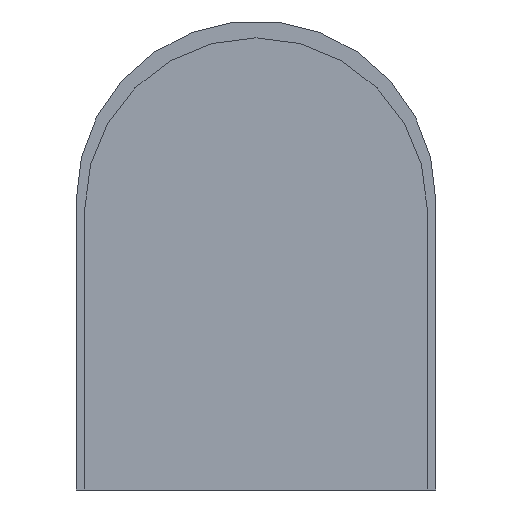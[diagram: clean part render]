
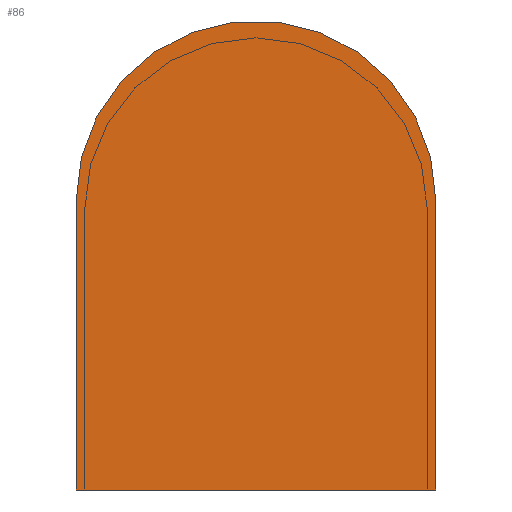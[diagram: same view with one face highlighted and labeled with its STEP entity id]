
A CAD part, front view. The second image highlights one B-rep face of the part: STEP entity #86.
In plain terms, the highlighted planar face has unit normal (0, -1, 0).
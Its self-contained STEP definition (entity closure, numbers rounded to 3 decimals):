
#86 = ADVANCED_FACE( '', ( #150 ), #151, .T. );
#150 = FACE_OUTER_BOUND( '', #200, .T. );
#151 = PLANE( '', #201 );
#200 = EDGE_LOOP( '', ( #258, #259, #260, #261 ) );
#201 = AXIS2_PLACEMENT_3D( '', #262, #263, #264 );
#258 = ORIENTED_EDGE( '', *, *, #338, .T. );
#259 = ORIENTED_EDGE( '', *, *, #325, .T. );
#260 = ORIENTED_EDGE( '', *, *, #330, .T. );
#261 = ORIENTED_EDGE( '', *, *, #334, .T. );
#262 = CARTESIAN_POINT( '', ( 0., -500.1, 2.535 ) );
#263 = DIRECTION( '', ( 0., -1., 0. ) );
#264 = DIRECTION( '', ( 0., 0., -1. ) );
#325 = EDGE_CURVE( '', #364, #362, #365, .T. );
#330 = EDGE_CURVE( '', #362, #370, #372, .T. );
#334 = EDGE_CURVE( '', #370, #376, #378, .T. );
#338 = EDGE_CURVE( '', #376, #364, #382, .T. );
#362 = VERTEX_POINT( '', #414 );
#364 = VERTEX_POINT( '', #417 );
#365 = CIRCLE( '', #418, 1.575 );
#370 = VERTEX_POINT( '', #425 );
#372 = LINE( '', #428, #429 );
#376 = VERTEX_POINT( '', #434 );
#378 = LINE( '', #437, #438 );
#382 = LINE( '', #443, #444 );
#414 = CARTESIAN_POINT( '', ( -1.575, -500.1, 2.535 ) );
#417 = CARTESIAN_POINT( '', ( 1.575, -500.1, 2.535 ) );
#418 = AXIS2_PLACEMENT_3D( '', #486, #487, #488 );
#425 = CARTESIAN_POINT( '', ( -1.575, -500.1, 0. ) );
#428 = CARTESIAN_POINT( '', ( -1.575, -500.1, 2.535 ) );
#429 = VECTOR( '', #492, 1000. );
#434 = CARTESIAN_POINT( '', ( 1.575, -500.1, 0. ) );
#437 = CARTESIAN_POINT( '', ( -1.575, -500.1, 0. ) );
#438 = VECTOR( '', #495, 1000. );
#443 = CARTESIAN_POINT( '', ( 1.575, -500.1, 0. ) );
#444 = VECTOR( '', #497, 1000. );
#486 = CARTESIAN_POINT( '', ( 0., -500.1, 2.535 ) );
#487 = DIRECTION( '', ( 0., -1., 0. ) );
#488 = DIRECTION( '', ( 1., 0., 0. ) );
#492 = DIRECTION( '', ( 0., 0., -1. ) );
#495 = DIRECTION( '', ( 1., 0., 0. ) );
#497 = DIRECTION( '', ( 0., 0., 1. ) );
